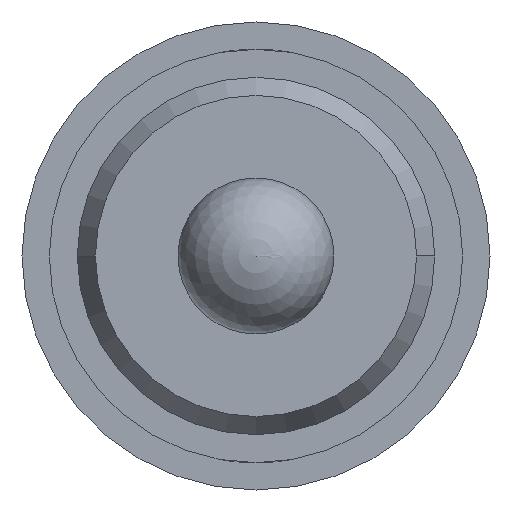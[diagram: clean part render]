
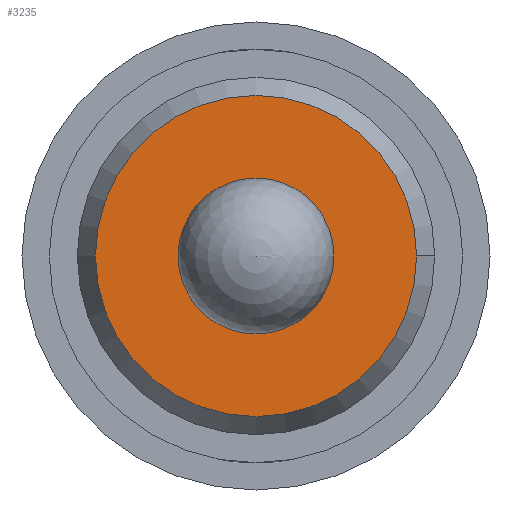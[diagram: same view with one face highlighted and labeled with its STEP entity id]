
A CAD part, front view. The second image highlights one B-rep face of the part: STEP entity #3235.
In plain terms, the highlighted planar face has unit normal (0, -1, 0).
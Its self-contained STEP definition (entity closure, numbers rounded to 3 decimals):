
#88 = PLANE ( 'NONE',  #2366 ) ;
#189 = CARTESIAN_POINT ( 'NONE',  ( -1.03, -28.6, 0. ) ) ;
#217 = FACE_OUTER_BOUND ( 'NONE', #2777, .T. ) ;
#538 = CARTESIAN_POINT ( 'NONE',  ( -1.145, -28.6, 0. ) ) ;
#622 = ORIENTED_EDGE ( 'NONE', *, *, #2768, .T. ) ;
#793 = CIRCLE ( 'NONE', #3176, 1.03 ) ;
#1078 = CARTESIAN_POINT ( 'NONE',  ( 0., -28.6, 0.5 ) ) ;
#1186 = VERTEX_POINT ( 'NONE', #3022 ) ;
#1258 = CARTESIAN_POINT ( 'NONE',  ( 0., -28.6, 0. ) ) ;
#1397 = CARTESIAN_POINT ( 'NONE',  ( 1.03, -28.6, 0. ) ) ;
#1611 = EDGE_CURVE ( 'Defeature ausgef�hrt1_17+Defeature ausgef�hrt1_14+Defeature ausgef�hrt1_14+Defeature ausgef�hrt1_14', #1186, #2109, #2989, .T. ) ;
#1753 = DIRECTION ( 'NONE',  ( 0., 0., -1. ) ) ;
#2013 = DIRECTION ( 'NONE',  ( 0., 1., 0. ) ) ;
#2085 = DIRECTION ( 'NONE',  ( 0., -1., 0. ) ) ;
#2109 = VERTEX_POINT ( 'NONE', #1078 ) ;
#2366 = AXIS2_PLACEMENT_3D ( 'NONE', #538, #4180, #4144 ) ;
#2409 = DIRECTION ( 'NONE',  ( 0., 0., -1. ) ) ;
#2495 = AXIS2_PLACEMENT_3D ( 'NONE', #2543, #2085, #3785 ) ;
#2498 = DIRECTION ( 'NONE',  ( 1., 0., 0. ) ) ;
#2543 = CARTESIAN_POINT ( 'NONE',  ( 0., -28.6, 0. ) ) ;
#2594 = CIRCLE ( 'NONE', #5069, 0.5 ) ;
#2711 = EDGE_CURVE ( 'Defeature ausgef�hrt1_17+Defeature ausgef�hrt1_16+Defeature ausgef�hrt1_16+Defeature ausgef�hrt1_16', #4250, #5264, #4841, .T. ) ;
#2768 = EDGE_CURVE ( 'Defeature ausgef�hrt1_17+Defeature ausgef�hrt1_14+Defeature ausgef�hrt1_14+Defeature ausgef�hrt1_14', #2109, #1186, #2594, .T. ) ;
#2777 = EDGE_LOOP ( 'NONE', ( #4356, #4622 ) ) ;
#2846 = ORIENTED_EDGE ( 'NONE', *, *, #1611, .T. ) ;
#2917 = DIRECTION ( 'NONE',  ( 0., 1., 0. ) ) ;
#2989 = CIRCLE ( 'NONE', #3461, 0.5 ) ;
#3022 = CARTESIAN_POINT ( 'NONE',  ( 0., -28.6, -0.5 ) ) ;
#3176 = AXIS2_PLACEMENT_3D ( 'NONE', #1258, #4945, #2498 ) ;
#3235 = ADVANCED_FACE ( 'Defeature ausgef�hrt1_17', ( #5290, #217 ), #88, .T. ) ;
#3310 = EDGE_LOOP ( 'NONE', ( #622, #2846 ) ) ;
#3385 = CARTESIAN_POINT ( 'NONE',  ( 0., -28.6, 0. ) ) ;
#3461 = AXIS2_PLACEMENT_3D ( 'NONE', #5204, #2013, #2409 ) ;
#3785 = DIRECTION ( 'NONE',  ( 1., 0., 0. ) ) ;
#4065 = EDGE_CURVE ( 'Defeature ausgef�hrt1_17+Defeature ausgef�hrt1_16+Defeature ausgef�hrt1_16+Defeature ausgef�hrt1_16', #5264, #4250, #793, .T. ) ;
#4144 = DIRECTION ( 'NONE',  ( 1., 0., 0. ) ) ;
#4180 = DIRECTION ( 'NONE',  ( 0., -1., 0. ) ) ;
#4250 = VERTEX_POINT ( 'NONE', #1397 ) ;
#4356 = ORIENTED_EDGE ( 'NONE', *, *, #4065, .T. ) ;
#4622 = ORIENTED_EDGE ( 'NONE', *, *, #2711, .T. ) ;
#4841 = CIRCLE ( 'NONE', #2495, 1.03 ) ;
#4945 = DIRECTION ( 'NONE',  ( 0., -1., 0. ) ) ;
#5069 = AXIS2_PLACEMENT_3D ( 'NONE', #3385, #2917, #1753 ) ;
#5204 = CARTESIAN_POINT ( 'NONE',  ( 0., -28.6, 0. ) ) ;
#5264 = VERTEX_POINT ( 'NONE', #189 ) ;
#5290 = FACE_BOUND ( 'NONE', #3310, .T. ) ;
